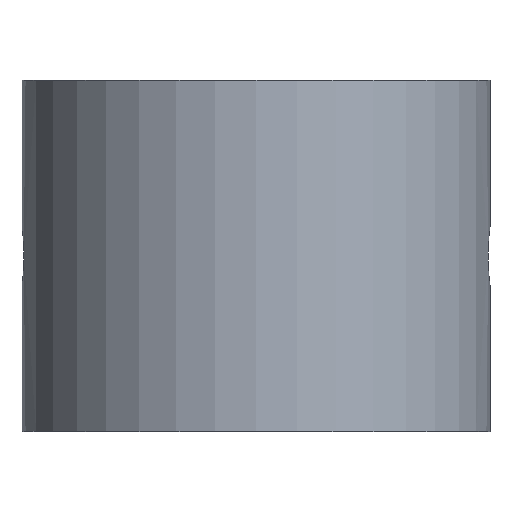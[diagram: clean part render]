
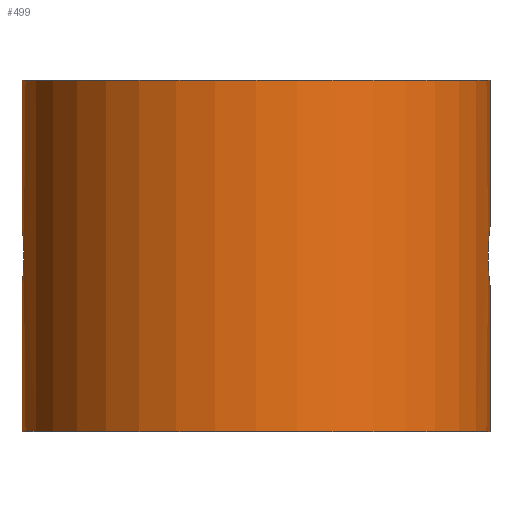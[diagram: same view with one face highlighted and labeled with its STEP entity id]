
A CAD part, front view. The second image highlights one B-rep face of the part: STEP entity #499.
In plain terms, the highlighted cylindrical face has radius 10 mm (diameter 20 mm), a partial arc.
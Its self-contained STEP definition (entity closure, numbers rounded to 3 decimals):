
#7 = CARTESIAN_POINT ( 'NONE',  ( -9.995, -0.325, 6.29 ) ) ;
#9 = CARTESIAN_POINT ( 'NONE',  ( 10., 0., 6.25 ) ) ;
#17 = CARTESIAN_POINT ( 'NONE',  ( 9.995, -0.325, 8.71 ) ) ;
#21 = ORIENTED_EDGE ( 'NONE', *, *, #509, .F. ) ;
#25 = DIRECTION ( 'NONE',  ( 0., 0., 1. ) ) ;
#27 = EDGE_CURVE ( 'NONE', #207, #253, #96, .T. ) ;
#46 = VECTOR ( 'NONE', #370, 1000. ) ;
#56 = CARTESIAN_POINT ( 'NONE',  ( -9.981, -0.63, 6.408 ) ) ;
#66 = CARTESIAN_POINT ( 'NONE',  ( 10., 0., 8.75 ) ) ;
#77 = CARTESIAN_POINT ( 'NONE',  ( -10., 0., 0. ) ) ;
#93 = DIRECTION ( 'NONE',  ( 1., 0., 0. ) ) ;
#95 = ORIENTED_EDGE ( 'NONE', *, *, #484, .F. ) ;
#96 = LINE ( 'NONE', #124, #167 ) ;
#101 = CARTESIAN_POINT ( 'NONE',  ( -9.951, -1.001, 6.733 ) ) ;
#102 = LINE ( 'NONE', #442, #558 ) ;
#106 = CARTESIAN_POINT ( 'NONE',  ( 9.981, -0.63, 8.592 ) ) ;
#107 = CARTESIAN_POINT ( 'NONE',  ( 10., -0.082, 8.75 ) ) ;
#120 = VERTEX_POINT ( 'NONE', #498 ) ;
#122 = CARTESIAN_POINT ( 'NONE',  ( -9.981, -0.63, 8.592 ) ) ;
#123 = CARTESIAN_POINT ( 'NONE',  ( -9.94, -1.092, 8.129 ) ) ;
#124 = CARTESIAN_POINT ( 'NONE',  ( -10., 0., 15. ) ) ;
#137 = CARTESIAN_POINT ( 'NONE',  ( 0., 0., 15. ) ) ;
#145 = CARTESIAN_POINT ( 'NONE',  ( -9.929, -1.186, 7.098 ) ) ;
#149 = LINE ( 'NONE', #466, #46 ) ;
#153 = CARTESIAN_POINT ( 'NONE',  ( 9.927, -1.21, 7.824 ) ) ;
#164 = CARTESIAN_POINT ( 'NONE',  ( 9.94, -1.092, 6.871 ) ) ;
#167 = VECTOR ( 'NONE', #516, 1000. ) ;
#168 = CARTESIAN_POINT ( 'NONE',  ( 9.94, -1.092, 8.13 ) ) ;
#170 = CARTESIAN_POINT ( 'NONE',  ( -10., 0., 8.75 ) ) ;
#175 = CARTESIAN_POINT ( 'NONE',  ( -9.922, -1.25, 7.664 ) ) ;
#178 = CARTESIAN_POINT ( 'NONE',  ( 9.996, -0.328, 6.283 ) ) ;
#179 = EDGE_CURVE ( 'NONE', #283, #522, #486, .T. ) ;
#180 = CARTESIAN_POINT ( 'NONE',  ( 10., 0., 0. ) ) ;
#190 = EDGE_CURVE ( 'NONE', #416, #396, #149, .T. ) ;
#191 = DIRECTION ( 'NONE',  ( 0., 0., -1. ) ) ;
#192 = AXIS2_PLACEMENT_3D ( 'NONE', #137, #399, #93 ) ;
#193 = CARTESIAN_POINT ( 'NONE',  ( 10., 0., 6.25 ) ) ;
#194 = CARTESIAN_POINT ( 'NONE',  ( 9.999, -0.165, 8.742 ) ) ;
#195 = CARTESIAN_POINT ( 'NONE',  ( -10., 0., 8.75 ) ) ;
#198 = CYLINDRICAL_SURFACE ( 'NONE', #352, 10. ) ;
#207 = VERTEX_POINT ( 'NONE', #322 ) ;
#215 = CARTESIAN_POINT ( 'NONE',  ( 9.951, -0.999, 6.732 ) ) ;
#218 = CARTESIAN_POINT ( 'NONE',  ( -9.923, -1.242, 7.336 ) ) ;
#222 = ORIENTED_EDGE ( 'NONE', *, *, #314, .T. ) ;
#231 = CARTESIAN_POINT ( 'NONE',  ( -10., 0., 6.25 ) ) ;
#239 = CARTESIAN_POINT ( 'NONE',  ( 9.922, -1.25, 7.336 ) ) ;
#240 = CARTESIAN_POINT ( 'NONE',  ( 9.971, -0.767, 8.5 ) ) ;
#253 = VERTEX_POINT ( 'NONE', #170 ) ;
#258 = B_SPLINE_CURVE_WITH_KNOTS ( 'NONE', 3,
 ( #9, #410, #178, #482, #437, #215, #164, #281, #239, #504, #517, #153, #459, #168, #505, #240, #106, #282, #17, #194, #107, #66 ),
 .UNSPECIFIED., .F., .F.,
 ( 4, 2, 2, 2, 2, 2, 2, 2, 2, 2, 4 ),
 ( 0., 0., 0.001, 0.001, 0.002, 0.002, 0.002, 0.003, 0.003, 0.004, 0.004 ),
 .UNSPECIFIED. ) ;
#266 = DIRECTION ( 'NONE',  ( 0., 0., -1. ) ) ;
#271 = ORIENTED_EDGE ( 'NONE', *, *, #27, .T. ) ;
#274 = CARTESIAN_POINT ( 'NONE',  ( -9.999, -0.165, 6.258 ) ) ;
#281 = CARTESIAN_POINT ( 'NONE',  ( 9.926, -1.217, 7.172 ) ) ;
#282 = CARTESIAN_POINT ( 'NONE',  ( 9.992, -0.403, 8.686 ) ) ;
#283 = VERTEX_POINT ( 'NONE', #193 ) ;
#309 = DIRECTION ( 'NONE',  ( -1., 0., 0. ) ) ;
#314 = EDGE_CURVE ( 'NONE', #396, #522, #378, .T. ) ;
#317 = CARTESIAN_POINT ( 'NONE',  ( -9.992, -0.403, 6.314 ) ) ;
#322 = CARTESIAN_POINT ( 'NONE',  ( -10., 0., 15. ) ) ;
#330 = ORIENTED_EDGE ( 'NONE', *, *, #393, .T. ) ;
#331 = EDGE_CURVE ( 'NONE', #283, #120, #258, .T. ) ;
#352 = AXIS2_PLACEMENT_3D ( 'NONE', #570, #266, #309 ) ;
#356 = CARTESIAN_POINT ( 'NONE',  ( -9.971, -0.767, 6.5 ) ) ;
#361 = VECTOR ( 'NONE', #191, 1000. ) ;
#369 = ORIENTED_EDGE ( 'NONE', *, *, #179, .F. ) ;
#370 = DIRECTION ( 'NONE',  ( 0., 0., -1. ) ) ;
#378 = CIRCLE ( 'NONE', #464, 10. ) ;
#381 = CARTESIAN_POINT ( 'NONE',  ( -9.996, -0.328, 8.717 ) ) ;
#386 = VERTEX_POINT ( 'NONE', #460 ) ;
#389 = ORIENTED_EDGE ( 'NONE', *, *, #190, .T. ) ;
#393 = EDGE_CURVE ( 'NONE', #253, #416, #564, .T. ) ;
#396 = VERTEX_POINT ( 'NONE', #77 ) ;
#399 = DIRECTION ( 'NONE',  ( 0., 0., 1. ) ) ;
#403 = CIRCLE ( 'NONE', #192, 10. ) ;
#408 = CARTESIAN_POINT ( 'NONE',  ( -9.94, -1.092, 6.87 ) ) ;
#410 = CARTESIAN_POINT ( 'NONE',  ( 10., -0.165, 6.25 ) ) ;
#416 = VERTEX_POINT ( 'NONE', #449 ) ;
#432 = CARTESIAN_POINT ( 'NONE',  ( -9.951, -0.999, 8.268 ) ) ;
#434 = CARTESIAN_POINT ( 'NONE',  ( -9.926, -1.217, 7.828 ) ) ;
#437 = CARTESIAN_POINT ( 'NONE',  ( 9.971, -0.769, 6.501 ) ) ;
#442 = CARTESIAN_POINT ( 'NONE',  ( 10., 0., 15. ) ) ;
#449 = CARTESIAN_POINT ( 'NONE',  ( -10., 0., 6.25 ) ) ;
#459 = CARTESIAN_POINT ( 'NONE',  ( 9.929, -1.186, 7.902 ) ) ;
#460 = CARTESIAN_POINT ( 'NONE',  ( 10., 0., 15. ) ) ;
#464 = AXIS2_PLACEMENT_3D ( 'NONE', #560, #25, #565 ) ;
#466 = CARTESIAN_POINT ( 'NONE',  ( -10., 0., 15. ) ) ;
#472 = EDGE_LOOP ( 'NONE', ( #21, #95, #271, #330, #389, #222, #369, #571 ) ) ;
#478 = CARTESIAN_POINT ( 'NONE',  ( -9.927, -1.21, 7.176 ) ) ;
#482 = CARTESIAN_POINT ( 'NONE',  ( 9.981, -0.63, 6.408 ) ) ;
#484 = EDGE_CURVE ( 'NONE', #207, #386, #403, .T. ) ;
#486 = LINE ( 'NONE', #562, #361 ) ;
#498 = CARTESIAN_POINT ( 'NONE',  ( 10., 0., 8.75 ) ) ;
#499 = ADVANCED_FACE ( 'NONE', ( #539 ), #198, .T. ) ;
#504 = CARTESIAN_POINT ( 'NONE',  ( 9.922, -1.25, 7.581 ) ) ;
#505 = CARTESIAN_POINT ( 'NONE',  ( 9.951, -1.001, 8.267 ) ) ;
#509 = EDGE_CURVE ( 'NONE', #386, #120, #102, .T. ) ;
#516 = DIRECTION ( 'NONE',  ( 0., 0., -1. ) ) ;
#517 = CARTESIAN_POINT ( 'NONE',  ( 9.923, -1.242, 7.664 ) ) ;
#522 = VERTEX_POINT ( 'NONE', #180 ) ;
#523 = CARTESIAN_POINT ( 'NONE',  ( -9.971, -0.769, 8.499 ) ) ;
#533 = DIRECTION ( 'NONE',  ( 0., 0., -1. ) ) ;
#539 = FACE_OUTER_BOUND ( 'NONE', #472, .T. ) ;
#540 = CARTESIAN_POINT ( 'NONE',  ( -9.922, -1.25, 7.419 ) ) ;
#543 = CARTESIAN_POINT ( 'NONE',  ( -10., -0.082, 6.25 ) ) ;
#549 = CARTESIAN_POINT ( 'NONE',  ( -10., -0.165, 8.75 ) ) ;
#558 = VECTOR ( 'NONE', #533, 1000. ) ;
#560 = CARTESIAN_POINT ( 'NONE',  ( 0., 0., 0. ) ) ;
#562 = CARTESIAN_POINT ( 'NONE',  ( 10., 0., 15. ) ) ;
#564 = B_SPLINE_CURVE_WITH_KNOTS ( 'NONE', 3,
 ( #195, #549, #381, #122, #523, #432, #123, #434, #175, #540, #218, #478, #145, #408, #101, #356, #56, #317, #7, #274, #543, #231 ),
 .UNSPECIFIED., .F., .F.,
 ( 4, 2, 2, 2, 2, 2, 2, 2, 2, 2, 4 ),
 ( 0., 0., 0.001, 0.001, 0.002, 0.002, 0.002, 0.003, 0.003, 0.004, 0.004 ),
 .UNSPECIFIED. ) ;
#565 = DIRECTION ( 'NONE',  ( 1., 0., 0. ) ) ;
#570 = CARTESIAN_POINT ( 'NONE',  ( 0., 0., 15. ) ) ;
#571 = ORIENTED_EDGE ( 'NONE', *, *, #331, .T. ) ;
